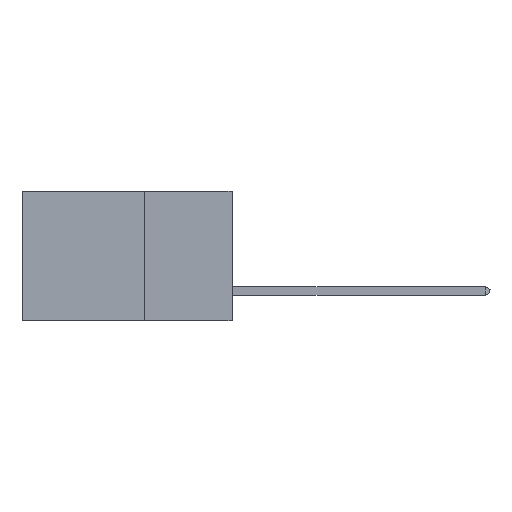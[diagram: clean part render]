
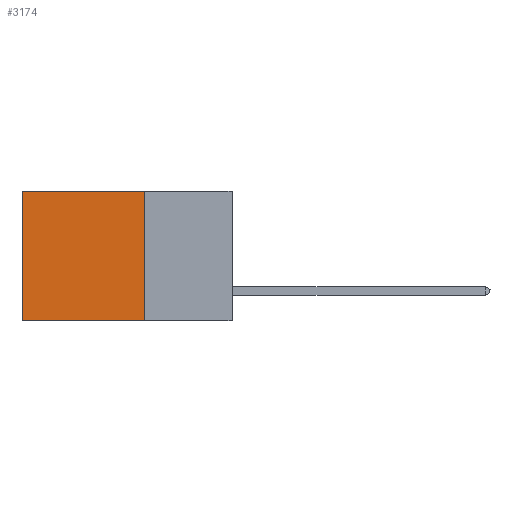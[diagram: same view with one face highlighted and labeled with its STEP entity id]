
A CAD part, left-side view. The second image highlights one B-rep face of the part: STEP entity #3174.
In plain terms, the highlighted planar face has unit normal (-1, 0, 0).
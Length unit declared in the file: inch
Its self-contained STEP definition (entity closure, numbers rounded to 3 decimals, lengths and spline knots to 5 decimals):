
#2085 = VERTEX_POINT ( 'NONE', #19778 ) ;
#2597 = LINE ( 'NONE', #16245, #15174 ) ;
#3174 = ADVANCED_FACE ( 'NONE', ( #17910 ), #13787, .F. ) ;
#5541 = CARTESIAN_POINT ( 'NONE',  ( 0.2875, 0.6, 0. ) ) ;
#6644 = DIRECTION ( 'NONE',  ( 0., 1., 0. ) ) ;
#6817 = CARTESIAN_POINT ( 'NONE',  ( 0.2875, 0.25, -0.37 ) ) ;
#7521 = LINE ( 'NONE', #22224, #16012 ) ;
#8133 = DIRECTION ( 'NONE',  ( 0., 0., -1. ) ) ;
#8721 = DIRECTION ( 'NONE',  ( 1., 0., 0. ) ) ;
#8940 = EDGE_CURVE ( 'NONE', #21085, #11862, #16981, .T. ) ;
#9687 = CARTESIAN_POINT ( 'NONE',  ( 0.2875, 0.25, 0. ) ) ;
#10593 = VECTOR ( 'NONE', #18109, 39.37008 ) ;
#10962 = DIRECTION ( 'NONE',  ( 0., 0., -1. ) ) ;
#11170 = EDGE_CURVE ( 'NONE', #11862, #2085, #20075, .T. ) ;
#11862 = VERTEX_POINT ( 'NONE', #21413 ) ;
#12593 = ORIENTED_EDGE ( 'NONE', *, *, #8940, .F. ) ;
#13364 = VECTOR ( 'NONE', #6644, 39.37008 ) ;
#13681 = ORIENTED_EDGE ( 'NONE', *, *, #11170, .F. ) ;
#13787 = PLANE ( 'NONE',  #17046 ) ;
#14359 = EDGE_CURVE ( 'NONE', #20620, #2085, #7521, .T. ) ;
#15106 = ORIENTED_EDGE ( 'NONE', *, *, #18645, .T. ) ;
#15174 = VECTOR ( 'NONE', #18290, 39.37008 ) ;
#16012 = VECTOR ( 'NONE', #10962, 39.37008 ) ;
#16245 = CARTESIAN_POINT ( 'NONE',  ( 0.2875, 0.25, 0. ) ) ;
#16981 = LINE ( 'NONE', #19891, #10593 ) ;
#17046 = AXIS2_PLACEMENT_3D ( 'NONE', #9687, #8721, #8133 ) ;
#17910 = FACE_OUTER_BOUND ( 'NONE', #18415, .T. ) ;
#18109 = DIRECTION ( 'NONE',  ( 0., 0., -1. ) ) ;
#18290 = DIRECTION ( 'NONE',  ( 0., 1., 0. ) ) ;
#18415 = EDGE_LOOP ( 'NONE', ( #24028, #13681, #12593, #15106 ) ) ;
#18645 = EDGE_CURVE ( 'NONE', #21085, #20620, #2597, .T. ) ;
#19778 = CARTESIAN_POINT ( 'NONE',  ( 0.2875, 0.6, -0.37 ) ) ;
#19891 = CARTESIAN_POINT ( 'NONE',  ( 0.2875, 0.25, 0. ) ) ;
#20075 = LINE ( 'NONE', #6817, #13364 ) ;
#20620 = VERTEX_POINT ( 'NONE', #5541 ) ;
#21085 = VERTEX_POINT ( 'NONE', #22102 ) ;
#21413 = CARTESIAN_POINT ( 'NONE',  ( 0.2875, 0.25, -0.37 ) ) ;
#22102 = CARTESIAN_POINT ( 'NONE',  ( 0.2875, 0.25, 0. ) ) ;
#22224 = CARTESIAN_POINT ( 'NONE',  ( 0.2875, 0.6, 0. ) ) ;
#24028 = ORIENTED_EDGE ( 'NONE', *, *, #14359, .T. ) ;
